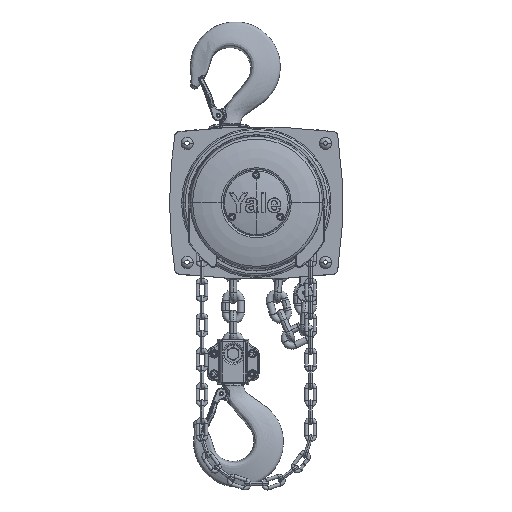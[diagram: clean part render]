
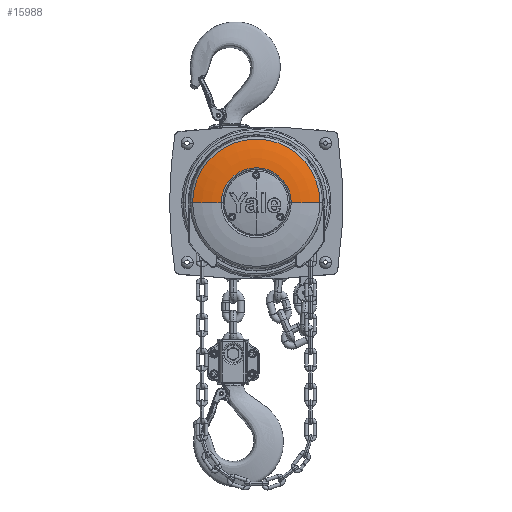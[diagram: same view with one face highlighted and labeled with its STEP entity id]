
A CAD part, top view. The second image highlights one B-rep face of the part: STEP entity #15988.
In plain terms, the highlighted toroidal (fillet/blend) face has major radius 47.5 mm and minor radius 147.011 mm.
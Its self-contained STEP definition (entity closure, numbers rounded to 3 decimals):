
#15858 = ORIENTED_EDGE ( 'NONE', *, *, #15881, .T. ) ;
#15866 = VERTEX_POINT ( 'NONE', #42772 ) ;
#15869 = VERTEX_POINT ( 'NONE', #42749 ) ;
#15879 = EDGE_LOOP ( 'NONE', ( #15975, #15858, #15962, #15961 ) ) ;
#15881 = EDGE_CURVE ( 'NONE', #15869, #15980, #42748, .T. ) ;
#15958 = VERTEX_POINT ( 'NONE', #42858 ) ;
#15961 = ORIENTED_EDGE ( 'NONE', *, *, #15963, .F. ) ;
#15962 = ORIENTED_EDGE ( 'NONE', *, *, #15985, .T. ) ;
#15963 = EDGE_CURVE ( 'NONE', #15866, #15958, #42864, .T. ) ;
#15974 = EDGE_CURVE ( 'NONE', #15866, #15869, #42841, .T. ) ;
#15975 = ORIENTED_EDGE ( 'NONE', *, *, #15974, .T. ) ;
#15980 = VERTEX_POINT ( 'NONE', #42886 ) ;
#15985 = EDGE_CURVE ( 'NONE', #15980, #15958, #42880, .T. ) ;
#15988 = ADVANCED_FACE ( 'NONE', ( #42897 ), #42383, .T. ) ;
#42339 = AXIS2_PLACEMENT_3D ( 'NONE', #42388, #42387, #42373 ) ;
#42373 = DIRECTION ( 'NONE',  ( 1., 0., 0. ) ) ;
#42383 = TOROIDAL_SURFACE ( 'NONE', #42339, 47.5, 147.011 ) ;
#42387 = DIRECTION ( 'NONE',  ( 0., 0., 1. ) ) ;
#42388 = CARTESIAN_POINT ( 'NONE',  ( 0., 0., -30.261 ) ) ;
#42748 = CIRCLE ( 'NONE', #42765, 147.011 ) ;
#42749 = CARTESIAN_POINT ( 'NONE',  ( -91.972, 0., 109.862 ) ) ;
#42763 = DIRECTION ( 'NONE',  ( -1., 0., 0. ) ) ;
#42764 = DIRECTION ( 'NONE',  ( 0., 1., 0. ) ) ;
#42765 = AXIS2_PLACEMENT_3D ( 'NONE', #42773, #42764, #42763 ) ;
#42772 = CARTESIAN_POINT ( 'NONE',  ( 91.972, 0., 109.862 ) ) ;
#42773 = CARTESIAN_POINT ( 'NONE',  ( -47.5, 0., -30.261 ) ) ;
#42839 = CARTESIAN_POINT ( 'NONE',  ( 0., 0., 109.862 ) ) ;
#42841 = CIRCLE ( 'NONE', #42896, 91.972 ) ;
#42843 = DIRECTION ( 'NONE',  ( 0., 0., -1. ) ) ;
#42844 = DIRECTION ( 'NONE',  ( 0., -1., 0. ) ) ;
#42847 = CARTESIAN_POINT ( 'NONE',  ( 47.5, 0., -30.261 ) ) ;
#42849 = AXIS2_PLACEMENT_3D ( 'NONE', #42847, #42844, #42843 ) ;
#42858 = CARTESIAN_POINT ( 'NONE',  ( 50.541, 0., 116.719 ) ) ;
#42864 = CIRCLE ( 'NONE', #42849, 147.011 ) ;
#42868 = DIRECTION ( 'NONE',  ( -1., 0., 0. ) ) ;
#42869 = DIRECTION ( 'NONE',  ( 0., 0., -1. ) ) ;
#42870 = AXIS2_PLACEMENT_3D ( 'NONE', #42879, #42869, #42868 ) ;
#42879 = CARTESIAN_POINT ( 'NONE',  ( 0., 0., 116.719 ) ) ;
#42880 = CIRCLE ( 'NONE', #42870, 50.541 ) ;
#42886 = CARTESIAN_POINT ( 'NONE',  ( -50.541, 0., 116.719 ) ) ;
#42894 = DIRECTION ( 'NONE',  ( -1., 0., 0. ) ) ;
#42895 = DIRECTION ( 'NONE',  ( 0., 0., 1. ) ) ;
#42896 = AXIS2_PLACEMENT_3D ( 'NONE', #42839, #42895, #42894 ) ;
#42897 = FACE_OUTER_BOUND ( 'NONE', #15879, .T. ) ;
